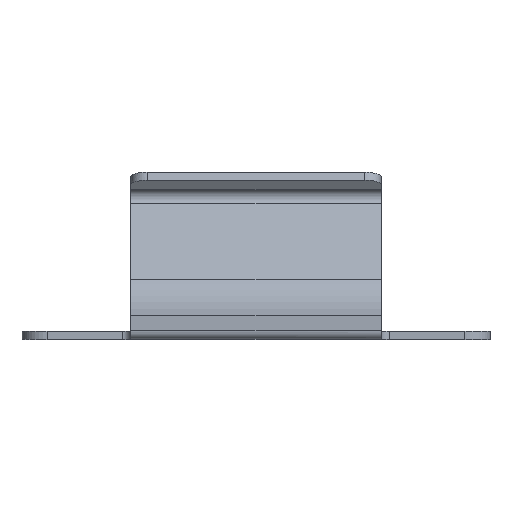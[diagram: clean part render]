
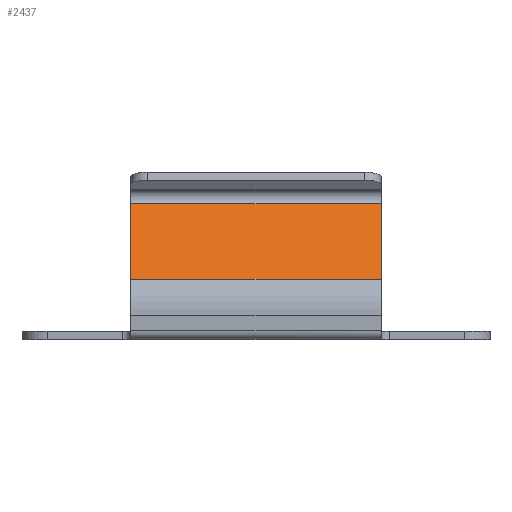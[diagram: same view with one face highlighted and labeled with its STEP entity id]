
A CAD part, top view. The second image highlights one B-rep face of the part: STEP entity #2437.
In plain terms, the highlighted free-form (B-spline) face has degree [1, 1] with [2, 2] control points.
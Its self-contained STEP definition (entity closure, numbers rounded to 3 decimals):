
#923=CARTESIAN_POINT('',(7.5,8.133,1.66));
#924=VERTEX_POINT('',#923);
#940=CARTESIAN_POINT('',(7.5,3.608,6.54));
#941=VERTEX_POINT('',#940);
#942=CARTESIAN_POINT('',(7.5,8.133,1.66));
#943=CARTESIAN_POINT('',(7.5,3.608,6.54));
#944=QUASI_UNIFORM_CURVE('',1,(#942,#943),.UNSPECIFIED.,.F.,.U.);
#945=EDGE_CURVE('',#924,#941,#944,.T.);
#1368=CARTESIAN_POINT('',(-7.5,3.608,6.54));
#1369=VERTEX_POINT('',#1368);
#1383=CARTESIAN_POINT('',(-7.5,8.133,1.66));
#1384=VERTEX_POINT('',#1383);
#1385=CARTESIAN_POINT('',(-7.5,3.608,6.54));
#1386=CARTESIAN_POINT('',(-7.5,8.133,1.66));
#1387=QUASI_UNIFORM_CURVE('',1,(#1385,#1386),.UNSPECIFIED.,.F.,.U.);
#1388=EDGE_CURVE('',#1369,#1384,#1387,.T.);
#2035=CARTESIAN_POINT('',(-7.5,8.133,1.66));
#2036=CARTESIAN_POINT('',(7.5,8.133,1.66));
#2037=QUASI_UNIFORM_CURVE('',1,(#2035,#2036),.UNSPECIFIED.,.F.,.U.);
#2038=EDGE_CURVE('',#1384,#924,#2037,.T.);
#2422=CARTESIAN_POINT('',(-8.249,3.382,6.784));
#2423=CARTESIAN_POINT('',(-8.249,8.359,1.416));
#2424=CARTESIAN_POINT('',(8.249,3.382,6.784));
#2425=CARTESIAN_POINT('',(8.249,8.359,1.416));
#2426=B_SPLINE_SURFACE_WITH_KNOTS('',1,1,((#2422,#2424),(#2423,#2425)),.UNSPECIFIED.,.F.,.F.,.U.,(2,2),(2,2),(0.0,7.32),(0.0,16.499),.UNSPECIFIED.);
#2427=ORIENTED_EDGE('',*,*,#945,.F.);
#2428=ORIENTED_EDGE('',*,*,#2038,.F.);
#2429=ORIENTED_EDGE('',*,*,#1388,.F.);
#2430=CARTESIAN_POINT('',(-7.5,3.608,6.54));
#2431=CARTESIAN_POINT('',(7.5,3.608,6.54));
#2432=QUASI_UNIFORM_CURVE('',1,(#2430,#2431),.UNSPECIFIED.,.F.,.U.);
#2433=EDGE_CURVE('',#1369,#941,#2432,.T.);
#2434=ORIENTED_EDGE('',*,*,#2433,.T.);
#2435=EDGE_LOOP('',(#2427,#2428,#2429,#2434));
#2436=FACE_OUTER_BOUND('',#2435,.T.);
#2437=ADVANCED_FACE('',(#2436),#2426,.F.);
